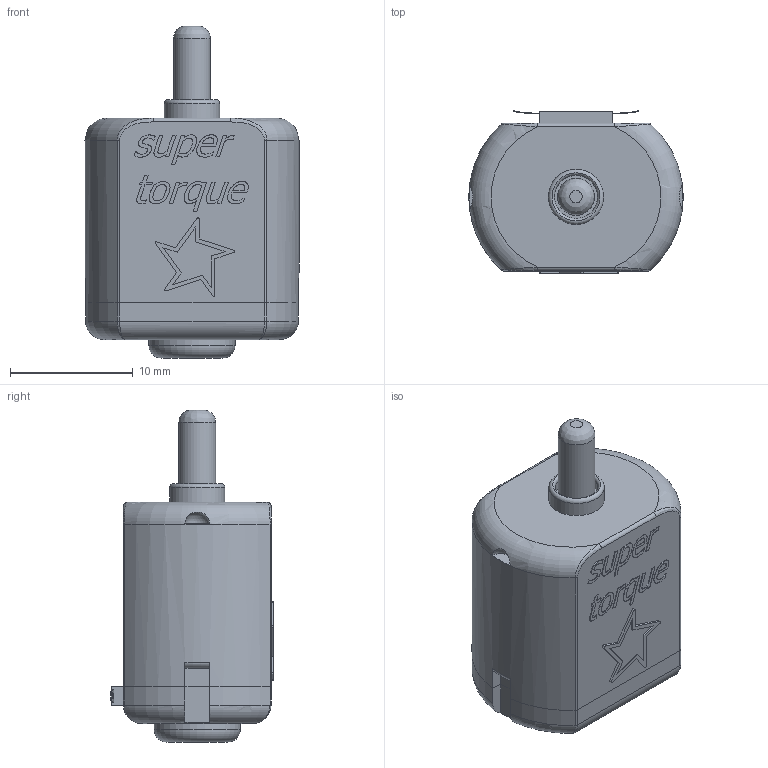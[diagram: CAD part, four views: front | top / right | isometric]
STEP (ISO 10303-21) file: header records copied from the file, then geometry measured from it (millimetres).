
FILE_DESCRIPTION(/* description */ (''),/* implementation_level */ '2;1');
FILE_NAME(/* name */ 'MOTOR.stp',/* time_stamp */ '2019-09-16T23:28:19+07:00',/* author */ ('Asus'),/* organization */ (''),/* preprocessor_version */ 'ST-DEVELOPER v16.5',/* originating_system */ 'Autodesk Inventor 2017',/* authorisation */ '');
FILE_SCHEMA (('AUTOMOTIVE_DESIGN { 1 0 10303 214 3 1 1 }'));
Length unit declared in the file: millimetre
Products named in the file (1): MOTOR
Bounding box: 17.42 x 13.25 x 27 mm (x, y, z)
Volume: 3468.7 mm3; surface area: 1807.4 mm2
Topology: 4 solids, 4 shells, 305 faces, 799 edges, 526 vertices
Faces by surface type: plane 153, bspline 104, cylinder 37, torus 9, sphere 2
Full cylindrical faces by diameter (mm): 1 x1, 1.5 x1, 3 x1, 3.5 x1, 4.5 x1, 7 x1
Entity records: 10540 total; most frequent: CARTESIAN_POINT 3640, ORIENTED_EDGE 1574, DIRECTION 1045, EDGE_CURVE 787, VERTEX_POINT 525, LINE 467, VECTOR 467, EDGE_LOOP 344
